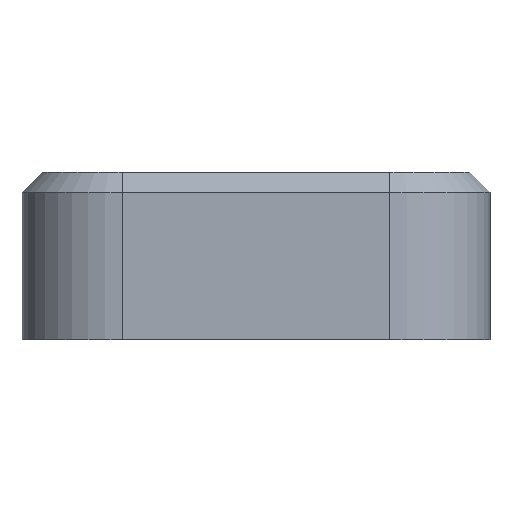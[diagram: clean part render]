
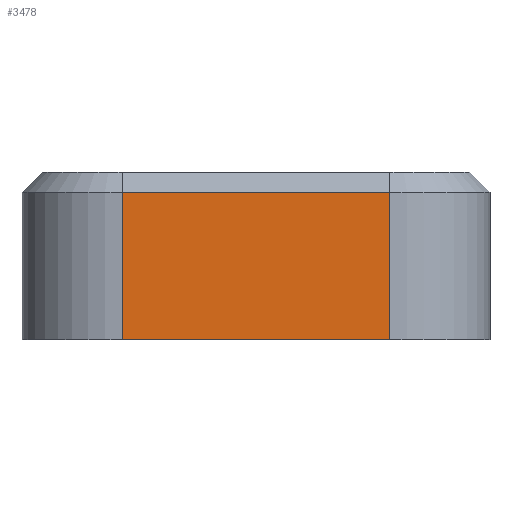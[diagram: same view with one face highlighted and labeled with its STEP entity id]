
A CAD part, front view. The second image highlights one B-rep face of the part: STEP entity #3478.
In plain terms, the highlighted planar face has unit normal (0, -1, 0).
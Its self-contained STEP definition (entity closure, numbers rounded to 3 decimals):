
#72 = CYLINDRICAL_SURFACE('',#73,3.);
#73 = AXIS2_PLACEMENT_3D('',#74,#75,#76);
#74 = CARTESIAN_POINT('',(3.,-9.,0.));
#75 = DIRECTION('',(0.,0.,1.));
#76 = DIRECTION('',(-1.,0.,0.));
#100 = PLANE('',#101);
#101 = AXIS2_PLACEMENT_3D('',#102,#103,#104);
#102 = CARTESIAN_POINT('',(0.,-12.,0.));
#103 = DIRECTION('',(0.,0.,1.));
#104 = DIRECTION('',(1.,0.,0.));
#2029 = VERTEX_POINT('',#2030);
#2030 = CARTESIAN_POINT('',(3.,-12.,0.));
#2052 = EDGE_CURVE('',#2029,#2053,#2055,.T.);
#2053 = VERTEX_POINT('',#2054);
#2054 = CARTESIAN_POINT('',(11.,-12.,0.));
#2055 = SURFACE_CURVE('',#2056,(#2060,#2067),.PCURVE_S1.);
#2056 = LINE('',#2057,#2058);
#2057 = CARTESIAN_POINT('',(0.,-12.,0.));
#2058 = VECTOR('',#2059,1.);
#2059 = DIRECTION('',(1.,0.,0.));
#2060 = PCURVE('',#100,#2061);
#2061 = DEFINITIONAL_REPRESENTATION('',(#2062),#2066);
#2062 = LINE('',#2063,#2064);
#2063 = CARTESIAN_POINT('',(0.,0.));
#2064 = VECTOR('',#2065,1.);
#2065 = DIRECTION('',(1.,0.));
#2066 = ( GEOMETRIC_REPRESENTATION_CONTEXT(2) 
PARAMETRIC_REPRESENTATION_CONTEXT() REPRESENTATION_CONTEXT('2D SPACE',''
  ) );
#2067 = PCURVE('',#2068,#2073);
#2068 = PLANE('',#2069);
#2069 = AXIS2_PLACEMENT_3D('',#2070,#2071,#2072);
#2070 = CARTESIAN_POINT('',(0.,-12.,0.));
#2071 = DIRECTION('',(0.,1.,0.));
#2072 = DIRECTION('',(0.,0.,1.));
#2073 = DEFINITIONAL_REPRESENTATION('',(#2074),#2078);
#2074 = LINE('',#2075,#2076);
#2075 = CARTESIAN_POINT('',(0.,0.));
#2076 = VECTOR('',#2077,1.);
#2077 = DIRECTION('',(0.,1.));
#2078 = ( GEOMETRIC_REPRESENTATION_CONTEXT(2) 
PARAMETRIC_REPRESENTATION_CONTEXT() REPRESENTATION_CONTEXT('2D SPACE',''
  ) );
#2101 = CYLINDRICAL_SURFACE('',#2102,3.);
#2102 = AXIS2_PLACEMENT_3D('',#2103,#2104,#2105);
#2103 = CARTESIAN_POINT('',(11.,-9.,0.));
#2104 = DIRECTION('',(0.,0.,1.));
#2105 = DIRECTION('',(1.,0.,0.));
#2169 = EDGE_CURVE('',#2029,#2170,#2172,.T.);
#2170 = VERTEX_POINT('',#2171);
#2171 = CARTESIAN_POINT('',(3.,-12.,4.4));
#2172 = SURFACE_CURVE('',#2173,(#2177,#2184),.PCURVE_S1.);
#2173 = LINE('',#2174,#2175);
#2174 = CARTESIAN_POINT('',(3.,-12.,0.));
#2175 = VECTOR('',#2176,1.);
#2176 = DIRECTION('',(0.,0.,1.));
#2177 = PCURVE('',#72,#2178);
#2178 = DEFINITIONAL_REPRESENTATION('',(#2179),#2183);
#2179 = LINE('',#2180,#2181);
#2180 = CARTESIAN_POINT('',(1.571,0.));
#2181 = VECTOR('',#2182,1.);
#2182 = DIRECTION('',(0.,1.));
#2183 = ( GEOMETRIC_REPRESENTATION_CONTEXT(2) 
PARAMETRIC_REPRESENTATION_CONTEXT() REPRESENTATION_CONTEXT('2D SPACE',''
  ) );
#2184 = PCURVE('',#2068,#2185);
#2185 = DEFINITIONAL_REPRESENTATION('',(#2186),#2190);
#2186 = LINE('',#2187,#2188);
#2187 = CARTESIAN_POINT('',(0.,3.));
#2188 = VECTOR('',#2189,1.);
#2189 = DIRECTION('',(1.,0.));
#2190 = ( GEOMETRIC_REPRESENTATION_CONTEXT(2) 
PARAMETRIC_REPRESENTATION_CONTEXT() REPRESENTATION_CONTEXT('2D SPACE',''
  ) );
#2312 = PLANE('',#2313);
#2313 = AXIS2_PLACEMENT_3D('',#2314,#2315,#2316);
#2314 = CARTESIAN_POINT('',(3.,-11.7,4.7));
#2315 = DIRECTION('',(0.,0.707,-0.707));
#2316 = DIRECTION('',(1.,0.,0.));
#3432 = EDGE_CURVE('',#2053,#3433,#3435,.T.);
#3433 = VERTEX_POINT('',#3434);
#3434 = CARTESIAN_POINT('',(11.,-12.,4.4));
#3435 = SURFACE_CURVE('',#3436,(#3440,#3447),.PCURVE_S1.);
#3436 = LINE('',#3437,#3438);
#3437 = CARTESIAN_POINT('',(11.,-12.,0.));
#3438 = VECTOR('',#3439,1.);
#3439 = DIRECTION('',(0.,0.,1.));
#3440 = PCURVE('',#2101,#3441);
#3441 = DEFINITIONAL_REPRESENTATION('',(#3442),#3446);
#3442 = LINE('',#3443,#3444);
#3443 = CARTESIAN_POINT('',(-1.571,0.));
#3444 = VECTOR('',#3445,1.);
#3445 = DIRECTION('',(-0.,1.));
#3446 = ( GEOMETRIC_REPRESENTATION_CONTEXT(2) 
PARAMETRIC_REPRESENTATION_CONTEXT() REPRESENTATION_CONTEXT('2D SPACE',''
  ) );
#3447 = PCURVE('',#2068,#3448);
#3448 = DEFINITIONAL_REPRESENTATION('',(#3449),#3453);
#3449 = LINE('',#3450,#3451);
#3450 = CARTESIAN_POINT('',(0.,11.));
#3451 = VECTOR('',#3452,1.);
#3452 = DIRECTION('',(1.,0.));
#3453 = ( GEOMETRIC_REPRESENTATION_CONTEXT(2) 
PARAMETRIC_REPRESENTATION_CONTEXT() REPRESENTATION_CONTEXT('2D SPACE',''
  ) );
#3478 = ADVANCED_FACE('',(#3479),#2068,.F.);
#3479 = FACE_BOUND('',#3480,.F.);
#3480 = EDGE_LOOP('',(#3481,#3482,#3503,#3504));
#3481 = ORIENTED_EDGE('',*,*,#2169,.T.);
#3482 = ORIENTED_EDGE('',*,*,#3483,.T.);
#3483 = EDGE_CURVE('',#2170,#3433,#3484,.T.);
#3484 = SURFACE_CURVE('',#3485,(#3489,#3496),.PCURVE_S1.);
#3485 = LINE('',#3486,#3487);
#3486 = CARTESIAN_POINT('',(3.,-12.,4.4));
#3487 = VECTOR('',#3488,1.);
#3488 = DIRECTION('',(1.,0.,0.));
#3489 = PCURVE('',#2068,#3490);
#3490 = DEFINITIONAL_REPRESENTATION('',(#3491),#3495);
#3491 = LINE('',#3492,#3493);
#3492 = CARTESIAN_POINT('',(4.4,3.));
#3493 = VECTOR('',#3494,1.);
#3494 = DIRECTION('',(0.,1.));
#3495 = ( GEOMETRIC_REPRESENTATION_CONTEXT(2) 
PARAMETRIC_REPRESENTATION_CONTEXT() REPRESENTATION_CONTEXT('2D SPACE',''
  ) );
#3496 = PCURVE('',#2312,#3497);
#3497 = DEFINITIONAL_REPRESENTATION('',(#3498),#3502);
#3498 = LINE('',#3499,#3500);
#3499 = CARTESIAN_POINT('',(0.,0.424));
#3500 = VECTOR('',#3501,1.);
#3501 = DIRECTION('',(1.,0.));
#3502 = ( GEOMETRIC_REPRESENTATION_CONTEXT(2) 
PARAMETRIC_REPRESENTATION_CONTEXT() REPRESENTATION_CONTEXT('2D SPACE',''
  ) );
#3503 = ORIENTED_EDGE('',*,*,#3432,.F.);
#3504 = ORIENTED_EDGE('',*,*,#2052,.F.);
